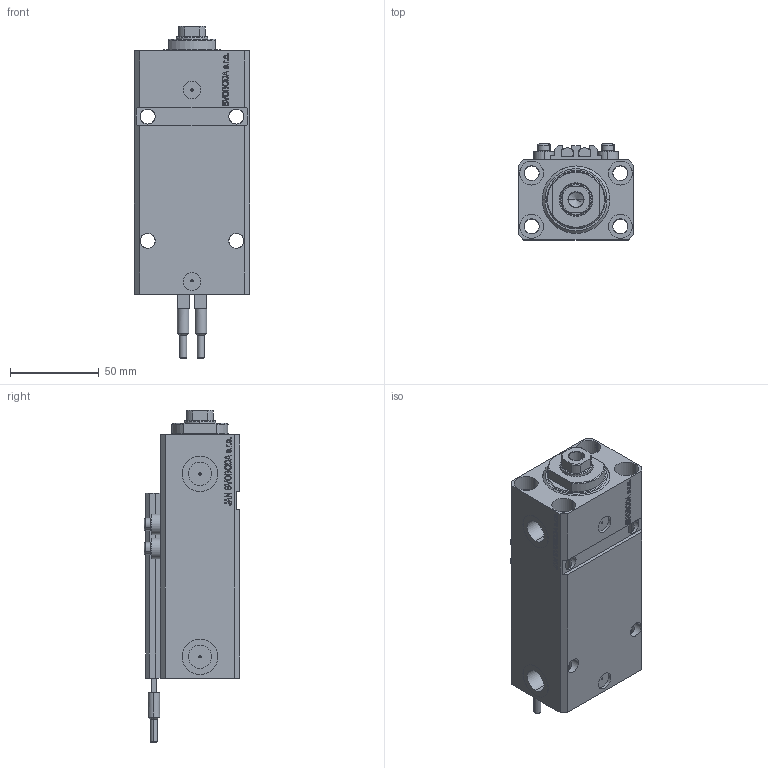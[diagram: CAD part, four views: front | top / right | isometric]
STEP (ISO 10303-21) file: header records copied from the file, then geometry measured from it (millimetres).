
FILE_DESCRIPTION (( 'STEP AP203' ), '1' );
FILE_NAME ('7507.STEP', '2024-01-25T12:22:08', ( '' ), ( '' ), 'SwSTEP 2.0', 'SolidWorks 2019', '' );
FILE_SCHEMA (( 'CONFIG_CONTROL_DESIGN' ));
Length unit declared in the file: millimetre
Products named in the file (6): V250CE_C_VCP 66c506f01e617a0f9295dd95ad5b5ca4; SWITCH_V250CE 66c506f01e617a0f9295dd95ad5b5ca4; ALLEN BOLT V250CE 66c506f01e617a0f9295dd95ad5b5ca4; 7507; V250CE_VC_E 66c506f01e617a0f9295dd95ad5b5ca4; V250CE_E_Body 66c506f01e617a0f9295dd95ad5b5ca4
Assembly tree (9 placements, depth 2):
  7507
    V250CE_E_Body 66c506f01e617a0f9295dd95ad5b5ca4
    ALLEN BOLT V250CE 66c506f01e617a0f9295dd95ad5b5ca4  x4
    V250CE_C_VCP 66c506f01e617a0f9295dd95ad5b5ca4
    V250CE_VC_E 66c506f01e617a0f9295dd95ad5b5ca4
    SWITCH_V250CE 66c506f01e617a0f9295dd95ad5b5ca4  x2
Bounding box: 65 x 54 x 187 mm (x, y, z)
Volume: 354066.4 mm3; surface area: 96296.1 mm2
Topology: 10 solids, 10 shells, 1139 faces, 2821 edges, 1808 vertices
Faces by surface type: plane 543, bspline 360, cylinder 158, cone 60, torus 18
Entity records: 48512 total; most frequent: CARTESIAN_POINT 25270, ORIENTED_EDGE 5224, DIRECTION 3462, EDGE_CURVE 2612, VERTEX_POINT 1694, LINE 1570, VECTOR 1570, EDGE_LOOP 1176
